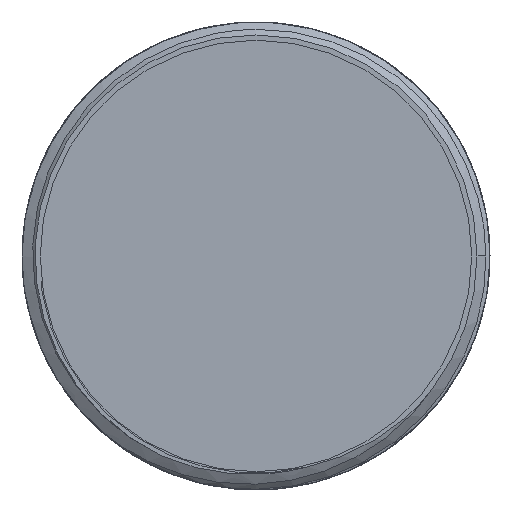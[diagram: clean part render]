
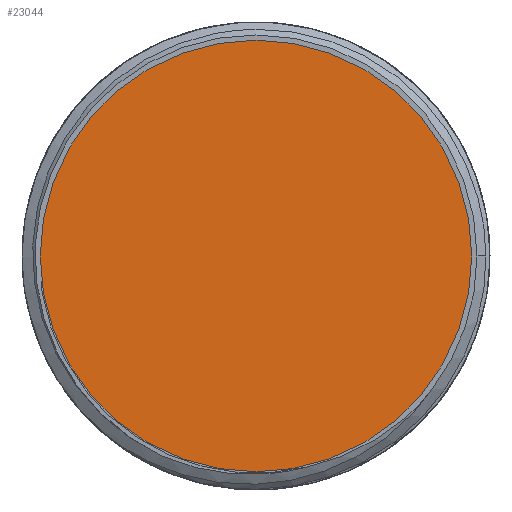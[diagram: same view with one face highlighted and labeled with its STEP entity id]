
A CAD part, front view. The second image highlights one B-rep face of the part: STEP entity #23044.
In plain terms, the highlighted planar face has unit normal (0, -1, 0).
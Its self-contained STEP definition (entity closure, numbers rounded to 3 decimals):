
#9928=CARTESIAN_POINT('',(0.,-0.4,0.));
#9929=DIRECTION('',(0.,1.,0.));
#9930=DIRECTION('',(1.,0.,0.));
#9931=AXIS2_PLACEMENT_3D('',#9928,#9929,#9930);
#9933=CARTESIAN_POINT('',(0.,-0.4,0.));
#9934=DIRECTION('',(0.,1.,0.));
#9935=DIRECTION('',(-1.,0.,0.));
#9936=AXIS2_PLACEMENT_3D('',#9933,#9934,#9935);
#10686=CARTESIAN_POINT('',(-8.3,-0.4,0.));
#10687=VERTEX_POINT('',#10686);
#10688=CARTESIAN_POINT('',(8.3,-0.4,0.));
#10689=VERTEX_POINT('',#10688);
#23035=CARTESIAN_POINT('',(0.,-0.4,0.));
#23036=DIRECTION('',(0.,-1.,0.));
#23037=DIRECTION('',(-1.,0.,0.));
#23038=AXIS2_PLACEMENT_3D('',#23035,#23036,#23037);
#23039=PLANE('',#23038);
#23040=ORIENTED_EDGE('',*,*,#23015,.T.);
#23041=ORIENTED_EDGE('',*,*,#23029,.T.);
#23042=EDGE_LOOP('',(#23040,#23041));
#23043=FACE_OUTER_BOUND('',#23042,.F.);
#23044=ADVANCED_FACE('',(#23043),#23039,.T.);
#9932=CIRCLE('',#9931,8.3);
#9937=CIRCLE('',#9936,8.3);
#23015=EDGE_CURVE('',#10689,#10687,#9932,.T.);
#23029=EDGE_CURVE('',#10687,#10689,#9937,.T.);
